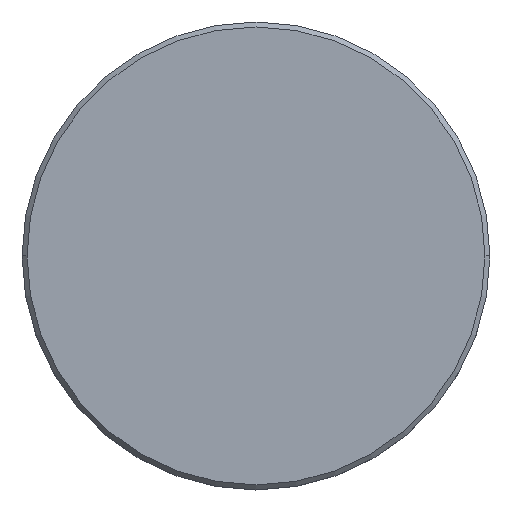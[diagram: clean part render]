
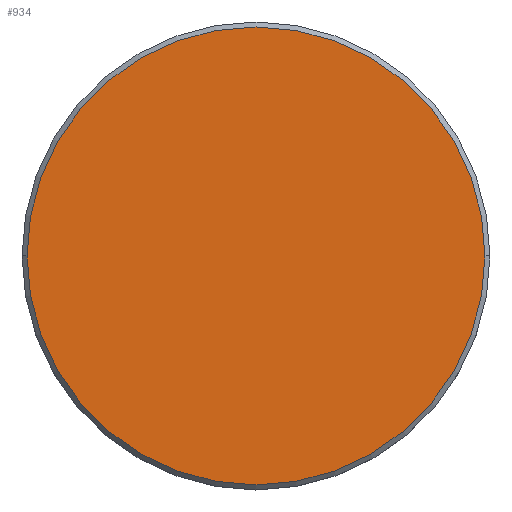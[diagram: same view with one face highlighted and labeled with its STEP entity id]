
A CAD part, top view. The second image highlights one B-rep face of the part: STEP entity #934.
In plain terms, the highlighted planar face has unit normal (0, 0, 1).
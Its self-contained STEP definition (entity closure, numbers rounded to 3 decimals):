
#23 = DIRECTION ( 'NONE',  ( 1., 0., 0. ) ) ;
#65 = CIRCLE ( 'NONE', #622, 23. ) ;
#124 = CARTESIAN_POINT ( 'NONE',  ( 0., 0., 0. ) ) ;
#136 = ORIENTED_EDGE ( 'NONE', *, *, #1168, .T. ) ;
#143 = CARTESIAN_POINT ( 'NONE',  ( 23., 0., 0. ) ) ;
#156 = EDGE_LOOP ( 'NONE', ( #439, #136 ) ) ;
#200 = CARTESIAN_POINT ( 'NONE',  ( 0., 0., 0. ) ) ;
#264 = CIRCLE ( 'NONE', #474, 23. ) ;
#286 = FACE_OUTER_BOUND ( 'NONE', #156, .T. ) ;
#439 = ORIENTED_EDGE ( 'NONE', *, *, #603, .T. ) ;
#474 = AXIS2_PLACEMENT_3D ( 'NONE', #124, #954, #490 ) ;
#490 = DIRECTION ( 'NONE',  ( 1., 0., 0. ) ) ;
#540 = VERTEX_POINT ( 'NONE', #143 ) ;
#603 = EDGE_CURVE ( 'NONE', #1032, #540, #264, .T. ) ;
#618 = CARTESIAN_POINT ( 'NONE',  ( -23., 0., 0. ) ) ;
#622 = AXIS2_PLACEMENT_3D ( 'NONE', #1158, #680, #752 ) ;
#662 = PLANE ( 'NONE',  #751 ) ;
#680 = DIRECTION ( 'NONE',  ( 0., 0., 1. ) ) ;
#751 = AXIS2_PLACEMENT_3D ( 'NONE', #200, #843, #23 ) ;
#752 = DIRECTION ( 'NONE',  ( 1., 0., 0. ) ) ;
#843 = DIRECTION ( 'NONE',  ( 0., 0., 1. ) ) ;
#934 = ADVANCED_FACE ( 'NONE', ( #286 ), #662, .T. ) ;
#954 = DIRECTION ( 'NONE',  ( 0., 0., 1. ) ) ;
#1032 = VERTEX_POINT ( 'NONE', #618 ) ;
#1158 = CARTESIAN_POINT ( 'NONE',  ( 0., 0., 0. ) ) ;
#1168 = EDGE_CURVE ( 'NONE', #540, #1032, #65, .T. ) ;
